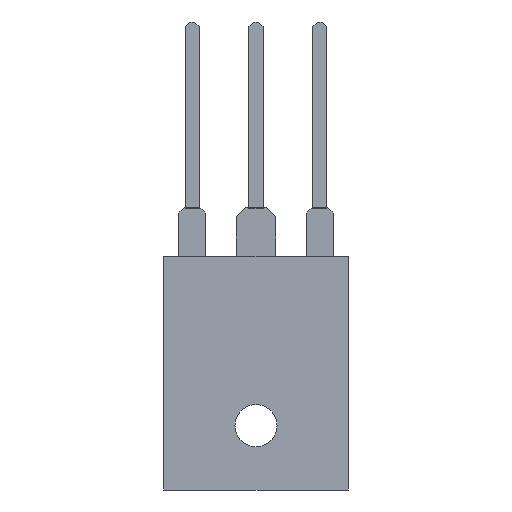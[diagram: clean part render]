
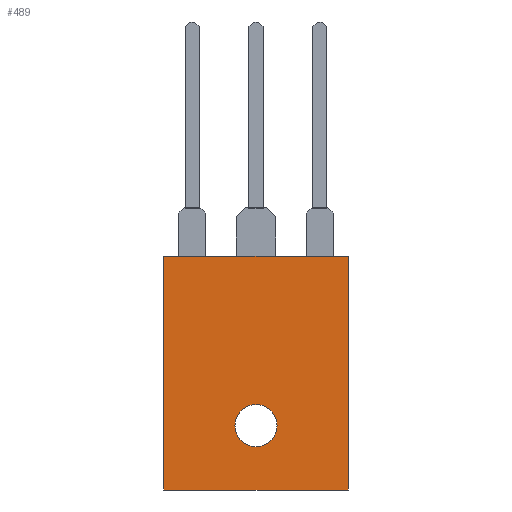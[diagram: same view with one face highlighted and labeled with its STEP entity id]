
A CAD part, front view. The second image highlights one B-rep face of the part: STEP entity #489.
In plain terms, the highlighted planar face has unit normal (0, -1, 0).
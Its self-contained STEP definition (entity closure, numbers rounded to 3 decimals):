
#44 = EDGE_LOOP ( 'NONE', ( #2787, #1176 ) ) ;
#69 = DIRECTION ( 'NONE',  ( 0., 0., 1. ) ) ;
#158 = AXIS2_PLACEMENT_3D ( 'NONE', #813, #2784, #1670 ) ;
#212 = VERTEX_POINT ( 'NONE', #2449 ) ;
#214 = DIRECTION ( 'NONE',  ( -1., 0., 0. ) ) ;
#226 = CIRCLE ( 'NONE', #2176, 1.8 ) ;
#269 = VECTOR ( 'NONE', #69, 1000. ) ;
#301 = DIRECTION ( 'NONE',  ( 1., 0., 0. ) ) ;
#386 = ORIENTED_EDGE ( 'NONE', *, *, #589, .F. ) ;
#423 = DIRECTION ( 'NONE',  ( 0., 0., 1. ) ) ;
#459 = VERTEX_POINT ( 'NONE', #2122 ) ;
#489 = ADVANCED_FACE ( 'NONE', ( #1079, #770 ), #841, .F. ) ;
#492 = DIRECTION ( 'NONE',  ( 0., 0., -1. ) ) ;
#537 = CARTESIAN_POINT ( 'NONE',  ( -7.9, 0., -10. ) ) ;
#555 = ORIENTED_EDGE ( 'NONE', *, *, #2075, .F. ) ;
#589 = EDGE_CURVE ( 'NONE', #212, #1604, #2242, .T. ) ;
#644 = VERTEX_POINT ( 'NONE', #936 ) ;
#727 = CARTESIAN_POINT ( 'NONE',  ( -7.9, 0., 10. ) ) ;
#770 = FACE_OUTER_BOUND ( 'NONE', #1566, .T. ) ;
#813 = CARTESIAN_POINT ( 'NONE',  ( 0., 0., -4.49 ) ) ;
#833 = VECTOR ( 'NONE', #214, 1000. ) ;
#841 = PLANE ( 'NONE',  #1558 ) ;
#861 = ORIENTED_EDGE ( 'NONE', *, *, #2181, .F. ) ;
#936 = CARTESIAN_POINT ( 'NONE',  ( 7.9, 0., -10. ) ) ;
#937 = VERTEX_POINT ( 'NONE', #537 ) ;
#1079 = FACE_BOUND ( 'NONE', #44, .T. ) ;
#1176 = ORIENTED_EDGE ( 'NONE', *, *, #1453, .F. ) ;
#1207 = ORIENTED_EDGE ( 'NONE', *, *, #1981, .F. ) ;
#1258 = VERTEX_POINT ( 'NONE', #2496 ) ;
#1439 = DIRECTION ( 'NONE',  ( 0., -1., 0. ) ) ;
#1453 = EDGE_CURVE ( 'NONE', #1258, #459, #1795, .T. ) ;
#1558 = AXIS2_PLACEMENT_3D ( 'NONE', #2595, #1710, #423 ) ;
#1566 = EDGE_LOOP ( 'NONE', ( #1207, #386, #555, #861 ) ) ;
#1604 = VERTEX_POINT ( 'NONE', #2100 ) ;
#1668 = DIRECTION ( 'NONE',  ( 0., 0., 1. ) ) ;
#1670 = DIRECTION ( 'NONE',  ( 0., 0., 1. ) ) ;
#1682 = LINE ( 'NONE', #2253, #269 ) ;
#1710 = DIRECTION ( 'NONE',  ( 0., 1., 0. ) ) ;
#1795 = CIRCLE ( 'NONE', #158, 1.8 ) ;
#1898 = LINE ( 'NONE', #2138, #833 ) ;
#1981 = EDGE_CURVE ( 'NONE', #1604, #644, #2602, .T. ) ;
#2075 = EDGE_CURVE ( 'NONE', #937, #212, #1682, .T. ) ;
#2100 = CARTESIAN_POINT ( 'NONE',  ( 7.9, 0., 10. ) ) ;
#2122 = CARTESIAN_POINT ( 'NONE',  ( 0., 0., -2.69 ) ) ;
#2138 = CARTESIAN_POINT ( 'NONE',  ( -7.9, 0., -10. ) ) ;
#2176 = AXIS2_PLACEMENT_3D ( 'NONE', #2775, #1439, #1668 ) ;
#2181 = EDGE_CURVE ( 'NONE', #644, #937, #1898, .T. ) ;
#2242 = LINE ( 'NONE', #727, #2716 ) ;
#2253 = CARTESIAN_POINT ( 'NONE',  ( -7.9, 0., -10. ) ) ;
#2400 = CARTESIAN_POINT ( 'NONE',  ( 7.9, 0., -10. ) ) ;
#2449 = CARTESIAN_POINT ( 'NONE',  ( -7.9, 0., 10. ) ) ;
#2496 = CARTESIAN_POINT ( 'NONE',  ( 0., 0., -6.29 ) ) ;
#2595 = CARTESIAN_POINT ( 'NONE',  ( 7.9, 0., 10. ) ) ;
#2602 = LINE ( 'NONE', #2400, #2677 ) ;
#2677 = VECTOR ( 'NONE', #492, 1000. ) ;
#2716 = VECTOR ( 'NONE', #301, 1000. ) ;
#2775 = CARTESIAN_POINT ( 'NONE',  ( 0., 0., -4.49 ) ) ;
#2784 = DIRECTION ( 'NONE',  ( 0., -1., 0. ) ) ;
#2787 = ORIENTED_EDGE ( 'NONE', *, *, #2837, .F. ) ;
#2837 = EDGE_CURVE ( 'NONE', #459, #1258, #226, .T. ) ;
